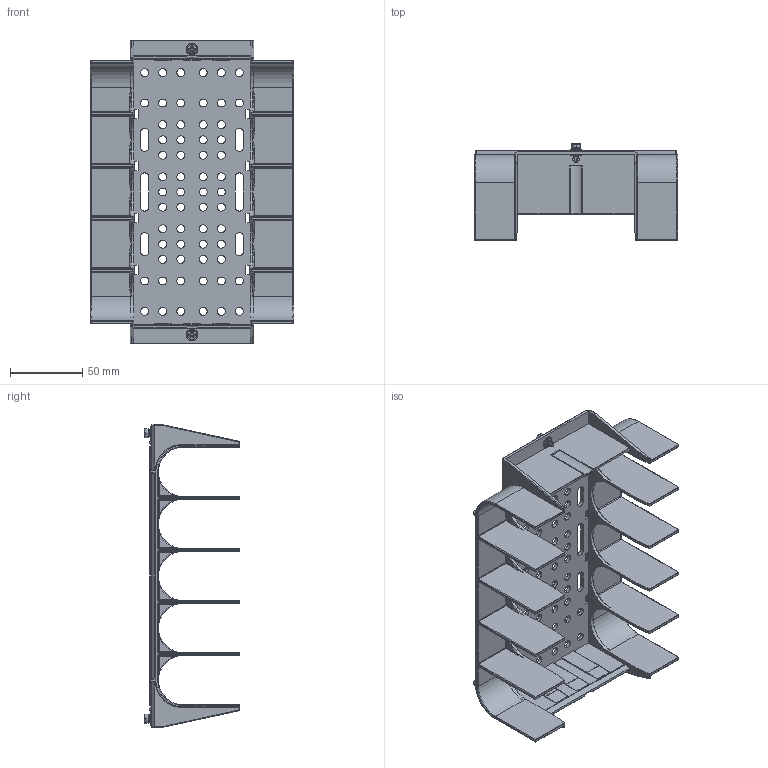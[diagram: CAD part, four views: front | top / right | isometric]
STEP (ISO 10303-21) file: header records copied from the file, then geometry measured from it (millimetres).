
FILE_DESCRIPTION((''),'2;1');
FILE_NAME('32420042000','2019-09-24T',('presta_be4'),(''),'PRO/ENGINEER BY PARAMETRIC TECHNOLOGY CORPORATION, 2014310','PRO/ENGINEER BY PARAMETRIC TECHNOLOGY CORPORATION, 2014310','');
FILE_SCHEMA(('CONFIG_CONTROL_DESIGN'));
Products named in the file (1): 32420042000
Bounding box: 140.4 x 66.34 x 209 mm (x, y, z)
Volume: 126019.4 mm3; surface area: 119162.7 mm2
Topology: 3 solids, 3 shells, 2431 faces, 6595 edges, 4264 vertices
Faces by surface type: plane 1720, cylinder 485, bspline 81, torus 77, cone 48, sphere 20
Entity records: 99891 total; most frequent: CARTESIAN_POINT 38726, ORIENTED_EDGE 13182, DIRECTION 11790, EDGE_CURVE 6591, VECTOR 5238, LINE 5238, VERTEX_POINT 4264, AXIS2_PLACEMENT_3D 3276
